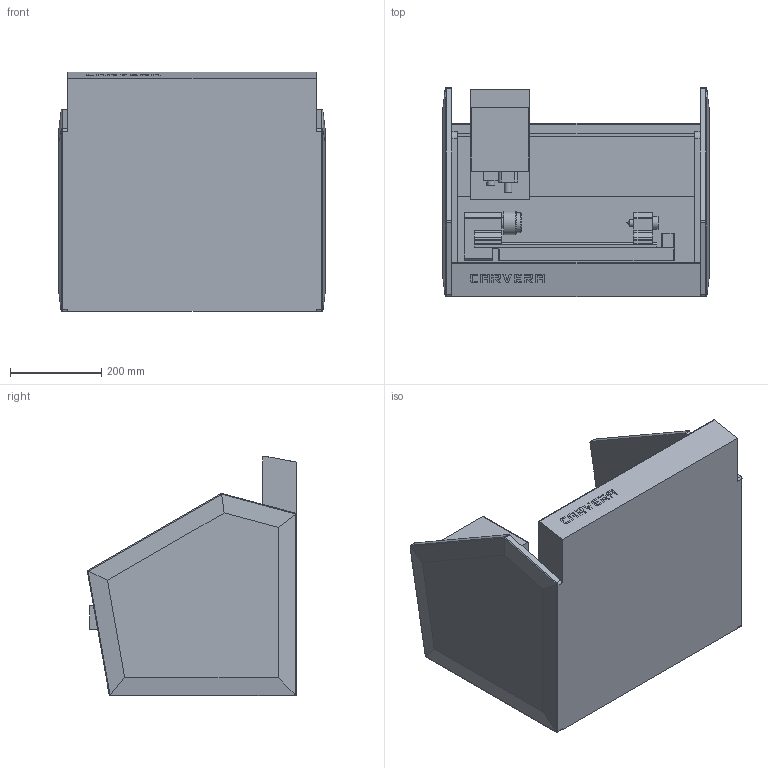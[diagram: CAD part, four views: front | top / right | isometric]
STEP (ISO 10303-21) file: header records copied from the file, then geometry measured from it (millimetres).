
FILE_DESCRIPTION(/* description */ (''),/* implementation_level */ '2;1');
FILE_NAME(/* name */ 'CarveraSim.step',/* time_stamp */ '2023-03-07T12:48:39+08:00',/* author */ (''),/* organization */ (''),/* preprocessor_version */ 'ST-DEVELOPER v19.2',/* originating_system */ 'Autodesk Translation Framework v11.17.0.187',/* authorisation */ '');
FILE_SCHEMA (('AUTOMOTIVE_DESIGN { 1 0 10303 214 3 1 1 }'));
Length unit declared in the file: millimetre
Products named in the file (8): (Unsaved); Z-Axis; Spindle; Bed; Frame; 4th-Axis; ¸´¼þ Áã¼þ17^weiding; ¸´¼þ Áã¼þ18^weiding
Assembly tree (7 placements, depth 3):
  (Unsaved)
    Z-Axis
    Spindle
    Bed
    Frame
    4th-Axis
      ¸´¼þ Áã¼þ17^weiding
      ¸´¼þ Áã¼þ18^weiding
Bounding box: 583 x 457.81 x 525.7 mm (x, y, z)
Volume: 41190940.7 mm3; surface area: 2530203.3 mm2
Topology: 7 solids, 7 shells, 1062 faces, 3057 edges, 2022 vertices
Faces by surface type: plane 945, cylinder 84, bspline 28, cone 5
Full cylindrical faces by diameter (mm): 4 x1, 6 x1, 15.214 x1, 16.6 x1, 18 x1, 19.451 x1, 22 x1, 28 x1, 43.544 x1, 52 x1
Entity records: 35636 total; most frequent: CARTESIAN_POINT 7533, ORIENTED_EDGE 6112, DIRECTION 5295, EDGE_CURVE 3056, LINE 2823, VECTOR 2823, VERTEX_POINT 2022, AXIS2_PLACEMENT_3D 1236
